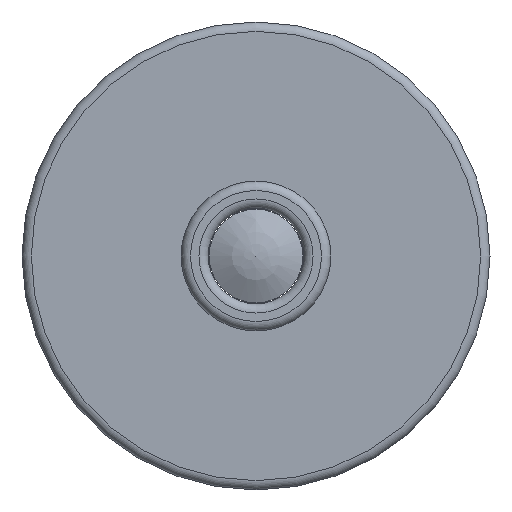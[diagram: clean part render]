
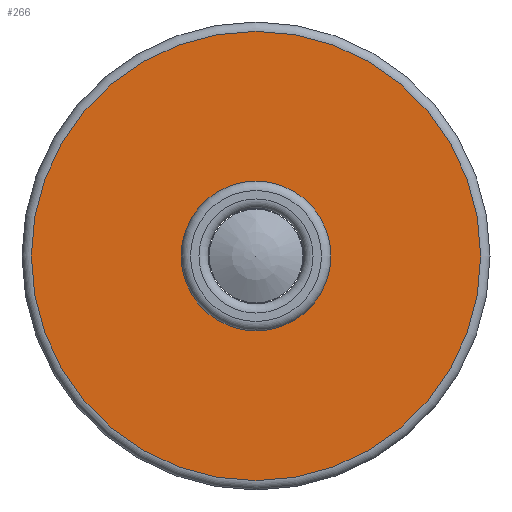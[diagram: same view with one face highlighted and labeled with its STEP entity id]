
A CAD part, left-side view. The second image highlights one B-rep face of the part: STEP entity #266.
In plain terms, the highlighted face is planar.
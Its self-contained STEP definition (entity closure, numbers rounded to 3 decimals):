
#46=FACE_BOUND('',#83,.T.);
#50=PLANE('',#368);
#63=FACE_OUTER_BOUND('',#82,.T.);
#82=EDGE_LOOP('',(#226));
#83=EDGE_LOOP('',(#227));
#99=CIRCLE('',#349,4.);
#109=CIRCLE('',#364,12.);
#127=VERTEX_POINT('',#512);
#134=VERTEX_POINT('',#535);
#154=EDGE_CURVE('',#127,#127,#99,.T.);
#166=EDGE_CURVE('',#134,#134,#109,.T.);
#226=ORIENTED_EDGE('',*,*,#166,.F.);
#227=ORIENTED_EDGE('',*,*,#154,.F.);
#266=ADVANCED_FACE('',(#63,#46),#50,.F.);
#349=AXIS2_PLACEMENT_3D('',#513,#416,#417);
#364=AXIS2_PLACEMENT_3D('',#537,#448,#449);
#368=AXIS2_PLACEMENT_3D('',#544,#457,#458);
#416=DIRECTION('center_axis',(0.,0.,1.));
#417=DIRECTION('ref_axis',(-1.,0.,0.));
#448=DIRECTION('center_axis',(0.,0.,-1.));
#449=DIRECTION('ref_axis',(-1.,0.,0.));
#457=DIRECTION('center_axis',(0.,0.,-1.));
#458=DIRECTION('ref_axis',(-1.,0.,0.));
#512=CARTESIAN_POINT('',(4.,0.,17.25));
#513=CARTESIAN_POINT('Origin',(0.,0.,17.25));
#535=CARTESIAN_POINT('',(12.,0.,17.25));
#537=CARTESIAN_POINT('Origin',(0.,0.,17.25));
#544=CARTESIAN_POINT('Origin',(0.,0.,17.25));
